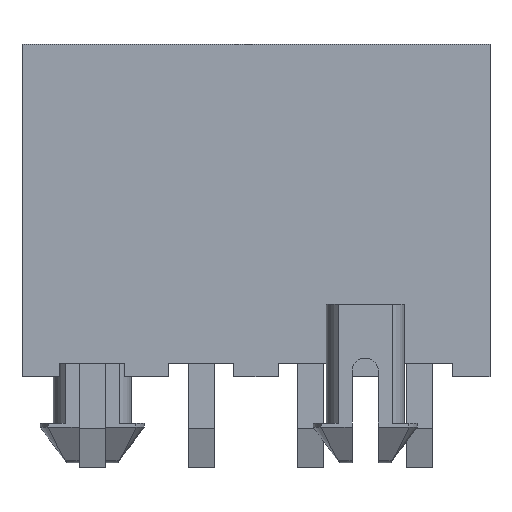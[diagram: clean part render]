
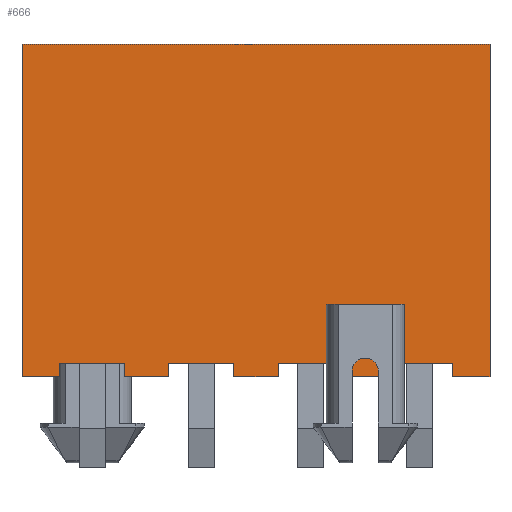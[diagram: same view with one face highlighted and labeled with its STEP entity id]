
A CAD part, front view. The second image highlights one B-rep face of the part: STEP entity #666.
In plain terms, the highlighted planar face has unit normal (0, -1, 0).
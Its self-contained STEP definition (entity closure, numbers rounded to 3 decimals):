
#48 = VERTEX_POINT('',#49);
#49 = CARTESIAN_POINT('',(-9.,-3.55,12.8));
#55 = EDGE_CURVE('',#48,#56,#58,.T.);
#56 = VERTEX_POINT('',#57);
#57 = CARTESIAN_POINT('',(-9.,-3.55,0.));
#58 = LINE('',#59,#60);
#59 = CARTESIAN_POINT('',(-9.,-3.55,12.8));
#60 = VECTOR('',#61,1.);
#61 = DIRECTION('',(0.,0.,-1.));
#285 = VERTEX_POINT('',#286);
#286 = CARTESIAN_POINT('',(7.55,-3.55,0.));
#326 = VERTEX_POINT('',#327);
#327 = CARTESIAN_POINT('',(7.55,-3.55,0.5));
#333 = EDGE_CURVE('',#285,#326,#334,.T.);
#334 = LINE('',#335,#336);
#335 = CARTESIAN_POINT('',(7.55,-3.55,0.));
#336 = VECTOR('',#337,1.);
#337 = DIRECTION('',(0.,0.,1.));
#348 = EDGE_CURVE('',#349,#285,#351,.T.);
#349 = VERTEX_POINT('',#350);
#350 = CARTESIAN_POINT('',(9.,-3.55,0.));
#351 = LINE('',#352,#353);
#352 = CARTESIAN_POINT('',(9.,-3.55,0.));
#353 = VECTOR('',#354,1.);
#354 = DIRECTION('',(-1.,0.,0.));
#403 = VERTEX_POINT('',#404);
#404 = CARTESIAN_POINT('',(3.35,-3.55,0.));
#412 = EDGE_CURVE('',#413,#403,#415,.T.);
#413 = VERTEX_POINT('',#414);
#414 = CARTESIAN_POINT('',(5.05,-3.55,0.));
#415 = LINE('',#416,#417);
#416 = CARTESIAN_POINT('',(5.05,-3.55,0.));
#417 = VECTOR('',#418,1.);
#418 = DIRECTION('',(-1.,0.,0.));
#474 = VERTEX_POINT('',#475);
#475 = CARTESIAN_POINT('',(-0.85,-3.55,0.));
#483 = EDGE_CURVE('',#484,#474,#486,.T.);
#484 = VERTEX_POINT('',#485);
#485 = CARTESIAN_POINT('',(0.85,-3.55,0.));
#486 = LINE('',#487,#488);
#487 = CARTESIAN_POINT('',(0.85,-3.55,0.));
#488 = VECTOR('',#489,1.);
#489 = DIRECTION('',(-1.,0.,0.));
#545 = VERTEX_POINT('',#546);
#546 = CARTESIAN_POINT('',(-7.55,-3.55,0.));
#561 = EDGE_CURVE('',#545,#56,#562,.T.);
#562 = LINE('',#563,#564);
#563 = CARTESIAN_POINT('',(-7.55,-3.55,0.));
#564 = VECTOR('',#565,1.);
#565 = DIRECTION('',(-1.,0.,0.));
#576 = VERTEX_POINT('',#577);
#577 = CARTESIAN_POINT('',(-5.05,-3.55,0.));
#585 = EDGE_CURVE('',#586,#576,#588,.T.);
#586 = VERTEX_POINT('',#587);
#587 = CARTESIAN_POINT('',(-3.35,-3.55,0.));
#588 = LINE('',#589,#590);
#589 = CARTESIAN_POINT('',(-3.35,-3.55,0.));
#590 = VECTOR('',#591,1.);
#591 = DIRECTION('',(-1.,0.,0.));
#666 = ADVANCED_FACE('',(#667,#770),#804,.T.);
#667 = FACE_BOUND('',#668,.F.);
#668 = EDGE_LOOP('',(#669,#677,#678,#679,#687,#693,#694,#695,#703,#709,
    #710,#718,#726,#732,#733,#741,#749,#755,#756,#764));
#669 = ORIENTED_EDGE('',*,*,#670,.F.);
#670 = EDGE_CURVE('',#545,#671,#673,.T.);
#671 = VERTEX_POINT('',#672);
#672 = CARTESIAN_POINT('',(-7.55,-3.55,0.5));
#673 = LINE('',#674,#675);
#674 = CARTESIAN_POINT('',(-7.55,-3.55,0.));
#675 = VECTOR('',#676,1.);
#676 = DIRECTION('',(0.,0.,1.));
#677 = ORIENTED_EDGE('',*,*,#561,.T.);
#678 = ORIENTED_EDGE('',*,*,#55,.F.);
#679 = ORIENTED_EDGE('',*,*,#680,.T.);
#680 = EDGE_CURVE('',#48,#681,#683,.T.);
#681 = VERTEX_POINT('',#682);
#682 = CARTESIAN_POINT('',(9.,-3.55,12.8));
#683 = LINE('',#684,#685);
#684 = CARTESIAN_POINT('',(-9.,-3.55,12.8));
#685 = VECTOR('',#686,1.);
#686 = DIRECTION('',(1.,0.,0.));
#687 = ORIENTED_EDGE('',*,*,#688,.T.);
#688 = EDGE_CURVE('',#681,#349,#689,.T.);
#689 = LINE('',#690,#691);
#690 = CARTESIAN_POINT('',(9.,-3.55,12.8));
#691 = VECTOR('',#692,1.);
#692 = DIRECTION('',(0.,0.,-1.));
#693 = ORIENTED_EDGE('',*,*,#348,.T.);
#694 = ORIENTED_EDGE('',*,*,#333,.T.);
#695 = ORIENTED_EDGE('',*,*,#696,.T.);
#696 = EDGE_CURVE('',#326,#697,#699,.T.);
#697 = VERTEX_POINT('',#698);
#698 = CARTESIAN_POINT('',(5.05,-3.55,0.5));
#699 = LINE('',#700,#701);
#700 = CARTESIAN_POINT('',(7.55,-3.55,0.5));
#701 = VECTOR('',#702,1.);
#702 = DIRECTION('',(-1.,0.,0.));
#703 = ORIENTED_EDGE('',*,*,#704,.F.);
#704 = EDGE_CURVE('',#413,#697,#705,.T.);
#705 = LINE('',#706,#707);
#706 = CARTESIAN_POINT('',(5.05,-3.55,0.));
#707 = VECTOR('',#708,1.);
#708 = DIRECTION('',(0.,0.,1.));
#709 = ORIENTED_EDGE('',*,*,#412,.T.);
#710 = ORIENTED_EDGE('',*,*,#711,.T.);
#711 = EDGE_CURVE('',#403,#712,#714,.T.);
#712 = VERTEX_POINT('',#713);
#713 = CARTESIAN_POINT('',(3.35,-3.55,0.5));
#714 = LINE('',#715,#716);
#715 = CARTESIAN_POINT('',(3.35,-3.55,0.));
#716 = VECTOR('',#717,1.);
#717 = DIRECTION('',(0.,0.,1.));
#718 = ORIENTED_EDGE('',*,*,#719,.T.);
#719 = EDGE_CURVE('',#712,#720,#722,.T.);
#720 = VERTEX_POINT('',#721);
#721 = CARTESIAN_POINT('',(0.85,-3.55,0.5));
#722 = LINE('',#723,#724);
#723 = CARTESIAN_POINT('',(3.35,-3.55,0.5));
#724 = VECTOR('',#725,1.);
#725 = DIRECTION('',(-1.,0.,0.));
#726 = ORIENTED_EDGE('',*,*,#727,.F.);
#727 = EDGE_CURVE('',#484,#720,#728,.T.);
#728 = LINE('',#729,#730);
#729 = CARTESIAN_POINT('',(0.85,-3.55,0.));
#730 = VECTOR('',#731,1.);
#731 = DIRECTION('',(0.,0.,1.));
#732 = ORIENTED_EDGE('',*,*,#483,.T.);
#733 = ORIENTED_EDGE('',*,*,#734,.T.);
#734 = EDGE_CURVE('',#474,#735,#737,.T.);
#735 = VERTEX_POINT('',#736);
#736 = CARTESIAN_POINT('',(-0.85,-3.55,0.5));
#737 = LINE('',#738,#739);
#738 = CARTESIAN_POINT('',(-0.85,-3.55,0.));
#739 = VECTOR('',#740,1.);
#740 = DIRECTION('',(0.,0.,1.));
#741 = ORIENTED_EDGE('',*,*,#742,.T.);
#742 = EDGE_CURVE('',#735,#743,#745,.T.);
#743 = VERTEX_POINT('',#744);
#744 = CARTESIAN_POINT('',(-3.35,-3.55,0.5));
#745 = LINE('',#746,#747);
#746 = CARTESIAN_POINT('',(-0.85,-3.55,0.5));
#747 = VECTOR('',#748,1.);
#748 = DIRECTION('',(-1.,0.,0.));
#749 = ORIENTED_EDGE('',*,*,#750,.F.);
#750 = EDGE_CURVE('',#586,#743,#751,.T.);
#751 = LINE('',#752,#753);
#752 = CARTESIAN_POINT('',(-3.35,-3.55,0.));
#753 = VECTOR('',#754,1.);
#754 = DIRECTION('',(0.,0.,1.));
#755 = ORIENTED_EDGE('',*,*,#585,.T.);
#756 = ORIENTED_EDGE('',*,*,#757,.T.);
#757 = EDGE_CURVE('',#576,#758,#760,.T.);
#758 = VERTEX_POINT('',#759);
#759 = CARTESIAN_POINT('',(-5.05,-3.55,0.5));
#760 = LINE('',#761,#762);
#761 = CARTESIAN_POINT('',(-5.05,-3.55,0.));
#762 = VECTOR('',#763,1.);
#763 = DIRECTION('',(0.,0.,1.));
#764 = ORIENTED_EDGE('',*,*,#765,.T.);
#765 = EDGE_CURVE('',#758,#671,#766,.T.);
#766 = LINE('',#767,#768);
#767 = CARTESIAN_POINT('',(-5.05,-3.55,0.5));
#768 = VECTOR('',#769,1.);
#769 = DIRECTION('',(-1.,0.,0.));
#770 = FACE_BOUND('',#771,.F.);
#771 = EDGE_LOOP('',(#772,#782,#790,#798));
#772 = ORIENTED_EDGE('',*,*,#773,.T.);
#773 = EDGE_CURVE('',#774,#776,#778,.T.);
#774 = VERTEX_POINT('',#775);
#775 = CARTESIAN_POINT('',(2.95,-3.55,2.8));
#776 = VERTEX_POINT('',#777);
#777 = CARTESIAN_POINT('',(2.95,-3.55,0.72));
#778 = LINE('',#779,#780);
#779 = CARTESIAN_POINT('',(2.95,-3.55,2.8));
#780 = VECTOR('',#781,1.);
#781 = DIRECTION('',(0.,0.,-1.));
#782 = ORIENTED_EDGE('',*,*,#783,.T.);
#783 = EDGE_CURVE('',#776,#784,#786,.T.);
#784 = VERTEX_POINT('',#785);
#785 = CARTESIAN_POINT('',(5.45,-3.55,0.72));
#786 = LINE('',#787,#788);
#787 = CARTESIAN_POINT('',(2.95,-3.55,0.72));
#788 = VECTOR('',#789,1.);
#789 = DIRECTION('',(1.,0.,0.));
#790 = ORIENTED_EDGE('',*,*,#791,.F.);
#791 = EDGE_CURVE('',#792,#784,#794,.T.);
#792 = VERTEX_POINT('',#793);
#793 = CARTESIAN_POINT('',(5.45,-3.55,2.8));
#794 = LINE('',#795,#796);
#795 = CARTESIAN_POINT('',(5.45,-3.55,2.8));
#796 = VECTOR('',#797,1.);
#797 = DIRECTION('',(0.,0.,-1.));
#798 = ORIENTED_EDGE('',*,*,#799,.F.);
#799 = EDGE_CURVE('',#774,#792,#800,.T.);
#800 = LINE('',#801,#802);
#801 = CARTESIAN_POINT('',(2.95,-3.55,2.8));
#802 = VECTOR('',#803,1.);
#803 = DIRECTION('',(1.,0.,0.));
#804 = PLANE('',#805);
#805 = AXIS2_PLACEMENT_3D('',#806,#807,#808);
#806 = CARTESIAN_POINT('',(-9.,-3.55,12.8));
#807 = DIRECTION('',(0.,-1.,0.));
#808 = DIRECTION('',(0.,0.,-1.));
